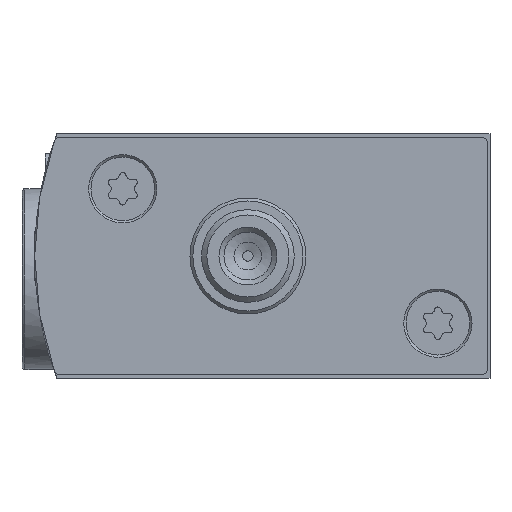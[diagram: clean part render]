
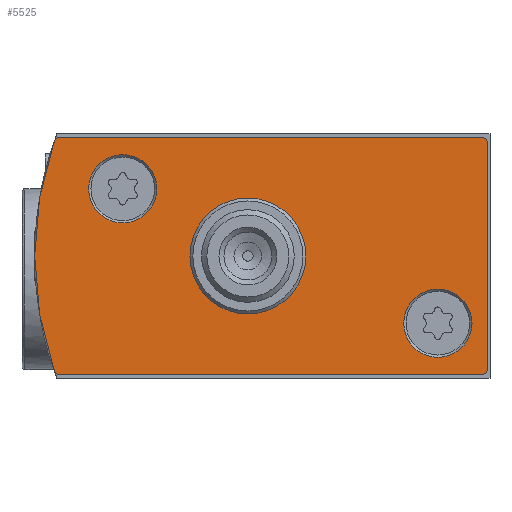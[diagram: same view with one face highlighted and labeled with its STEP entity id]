
A CAD part, left-side view. The second image highlights one B-rep face of the part: STEP entity #5525.
In plain terms, the highlighted planar face has unit normal (-1, 0, 0).
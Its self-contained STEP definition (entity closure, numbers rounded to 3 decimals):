
#543=LINE('',#9777,#1064);
#561=LINE('',#9814,#1082);
#566=LINE('',#9832,#1087);
#1064=VECTOR('',#8056,1000.);
#1082=VECTOR('',#8076,1000.);
#1087=VECTOR('',#8095,1000.);
#2291=ORIENTED_EDGE('',*,*,#3305,.F.);
#2292=ORIENTED_EDGE('',*,*,#3306,.T.);
#2293=ORIENTED_EDGE('',*,*,#3307,.T.);
#2294=ORIENTED_EDGE('',*,*,#3287,.F.);
#2295=ORIENTED_EDGE('',*,*,#3301,.F.);
#2296=ORIENTED_EDGE('',*,*,#3237,.F.);
#2297=ORIENTED_EDGE('',*,*,#3299,.F.);
#2298=ORIENTED_EDGE('',*,*,#3296,.F.);
#2299=ORIENTED_EDGE('',*,*,#3293,.F.);
#2300=ORIENTED_EDGE('',*,*,#3269,.F.);
#2301=ORIENTED_EDGE('',*,*,#3291,.F.);
#3237=EDGE_CURVE('',#3849,#3850,#4185,.T.);
#3269=EDGE_CURVE('',#3881,#3882,#543,.T.);
#3287=EDGE_CURVE('',#3899,#3900,#561,.T.);
#3291=EDGE_CURVE('',#3900,#3881,#4194,.T.);
#3293=EDGE_CURVE('',#3882,#3903,#4196,.T.);
#3296=EDGE_CURVE('',#3903,#3905,#566,.T.);
#3299=EDGE_CURVE('',#3905,#3849,#4198,.T.);
#3301=EDGE_CURVE('',#3850,#3899,#4200,.T.);
#3305=EDGE_CURVE('',#3909,#3909,#4204,.F.);
#3306=EDGE_CURVE('',#3910,#3910,#4205,.T.);
#3307=EDGE_CURVE('',#3911,#3911,#4206,.T.);
#3849=VERTEX_POINT('',#9704);
#3850=VERTEX_POINT('',#9705);
#3881=VERTEX_POINT('',#9778);
#3882=VERTEX_POINT('',#9779);
#3899=VERTEX_POINT('',#9815);
#3900=VERTEX_POINT('',#9816);
#3903=VERTEX_POINT('',#9827);
#3905=VERTEX_POINT('',#9833);
#3909=VERTEX_POINT('',#9850);
#3910=VERTEX_POINT('',#9852);
#3911=VERTEX_POINT('',#9854);
#4185=CIRCLE('',#6773,30.);
#4194=CIRCLE('',#6785,0.5);
#4196=CIRCLE('',#6788,0.5);
#4198=CIRCLE('',#6792,0.5);
#4200=CIRCLE('',#6795,0.5);
#4204=CIRCLE('',#6801,5.);
#4205=CIRCLE('',#6802,2.95);
#4206=CIRCLE('',#6803,2.95);
#4534=EDGE_LOOP('',(#2291));
#4535=EDGE_LOOP('',(#2292));
#4536=EDGE_LOOP('',(#2293));
#4537=EDGE_LOOP('',(#2294,#2295,#2296,#2297,#2298,#2299,#2300,#2301));
#4964=FACE_BOUND('',#4534,.T.);
#4965=FACE_BOUND('',#4535,.T.);
#4966=FACE_BOUND('',#4536,.T.);
#4967=FACE_BOUND('',#4537,.T.);
#5244=PLANE('',#6800);
#5525=ADVANCED_FACE('',(#4964,#4965,#4966,#4967),#5244,.F.);
#6773=AXIS2_PLACEMENT_3D('',#9703,#8016,#8017);
#6785=AXIS2_PLACEMENT_3D('',#9823,#8082,#8083);
#6788=AXIS2_PLACEMENT_3D('',#9826,#8088,#8089);
#6792=AXIS2_PLACEMENT_3D('',#9838,#8100,#8101);
#6795=AXIS2_PLACEMENT_3D('',#9841,#8106,#8107);
#6800=AXIS2_PLACEMENT_3D('',#9848,#8116,#8117);
#6801=AXIS2_PLACEMENT_3D('',#9849,#8118,#8119);
#6802=AXIS2_PLACEMENT_3D('',#9851,#8120,#8121);
#6803=AXIS2_PLACEMENT_3D('',#9853,#8122,#8123);
#8016=DIRECTION('',(1.,0.,0.));
#8017=DIRECTION('',(0.,0.,-1.));
#8056=DIRECTION('',(0.,0.,-1.));
#8076=DIRECTION('',(0.,-1.,0.));
#8082=DIRECTION('',(1.,0.,0.));
#8083=DIRECTION('',(0.,0.,-1.));
#8088=DIRECTION('',(1.,0.,0.));
#8089=DIRECTION('',(0.,0.,-1.));
#8095=DIRECTION('',(0.,1.,0.));
#8100=DIRECTION('',(1.,0.,0.));
#8101=DIRECTION('',(0.,0.,-1.));
#8106=DIRECTION('',(1.,0.,0.));
#8107=DIRECTION('',(0.,0.,-1.));
#8116=DIRECTION('',(1.,0.,0.));
#8117=DIRECTION('',(0.,0.,-1.));
#8118=DIRECTION('',(1.,0.,0.));
#8119=DIRECTION('',(0.,0.,-1.));
#8120=DIRECTION('',(1.,0.,0.));
#8121=DIRECTION('',(0.,0.,-1.));
#8122=DIRECTION('',(1.,0.,0.));
#8123=DIRECTION('',(0.,0.,-1.));
#9703=CARTESIAN_POINT('',(0.,9.3,0.));
#9704=CARTESIAN_POINT('',(0.,37.614,-9.915));
#9705=CARTESIAN_POINT('',(0.,37.614,9.915));
#9777=CARTESIAN_POINT('',(0.,0.2,9.75));
#9778=CARTESIAN_POINT('',(0.,0.2,9.75));
#9779=CARTESIAN_POINT('',(0.,0.2,-9.75));
#9814=CARTESIAN_POINT('',(0.,37.142,10.25));
#9815=CARTESIAN_POINT('',(0.,37.142,10.25));
#9816=CARTESIAN_POINT('',(0.,0.7,10.25));
#9823=CARTESIAN_POINT('',(0.,0.7,9.75));
#9826=CARTESIAN_POINT('',(0.,0.7,-9.75));
#9827=CARTESIAN_POINT('',(0.,0.7,-10.25));
#9832=CARTESIAN_POINT('',(0.,0.7,-10.25));
#9833=CARTESIAN_POINT('',(0.,37.142,-10.25));
#9838=CARTESIAN_POINT('',(0.,37.142,-9.75));
#9841=CARTESIAN_POINT('',(0.,37.142,9.75));
#9848=CARTESIAN_POINT('',(0.,0.7,9.75));
#9849=CARTESIAN_POINT('',(0.,20.9,0.));
#9850=CARTESIAN_POINT('',(0.,20.9,-5.));
#9851=CARTESIAN_POINT('',(0.,31.7,5.8));
#9852=CARTESIAN_POINT('',(0.,31.7,2.85));
#9853=CARTESIAN_POINT('',(0.,4.5,-5.8));
#9854=CARTESIAN_POINT('',(0.,4.5,-8.75));
